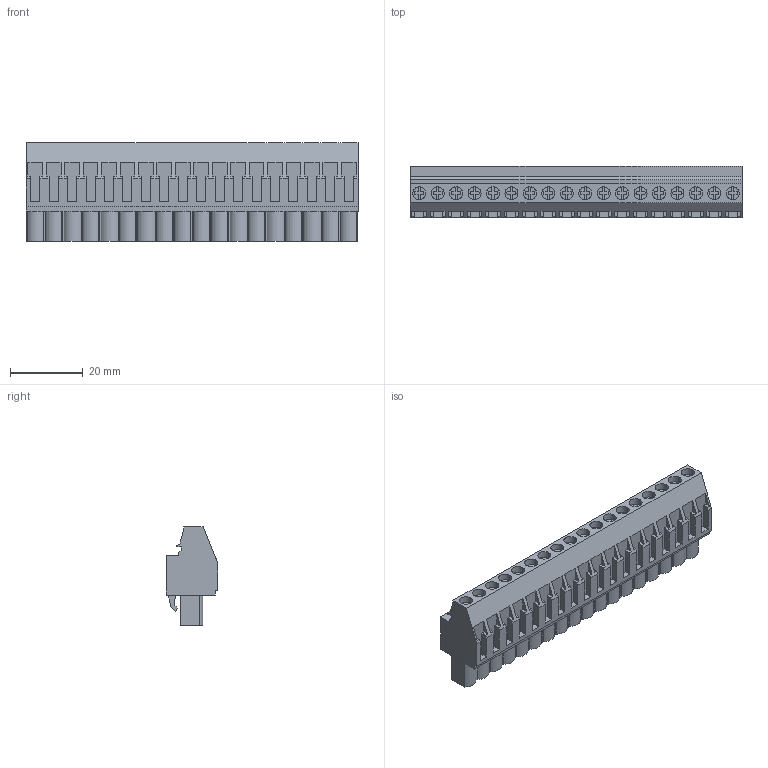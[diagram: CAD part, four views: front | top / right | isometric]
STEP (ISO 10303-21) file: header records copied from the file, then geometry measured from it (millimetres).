
FILE_DESCRIPTION(('CATIA V5 STEP','CAx-IF Rec.Pracs.--- Model Styling and Organization---1.2---2011-12-15'),'2;1');
FILE_NAME ('D1467929_0_1948400000_1948400000.stp','2017-09-08T11:02:53+00:00',('none'),('Weidmueller'),'CATIA Version 5-6 Release 2014','CATIA V5 STEP AP214','none');
FILE_SCHEMA(('AUTOMOTIVE_DESIGN { 1 0 10303 214 1 1 1 1 }'));
Length unit declared in the file: millimetre
Products named in the file (1): 1948400000
Bounding box: 91.44 x 14.1 x 27.2 mm (x, y, z)
Volume: 20812.3 mm3; surface area: 11949 mm2
Topology: 19 solids, 19 shells, 1168 faces, 3235 edges, 2180 vertices
Faces by surface type: plane 1006, cylinder 160, extrusion 2
Entity records: 34077 total; most frequent: ORIENTED_EDGE 6470, CARTESIAN_POINT 6084, DIRECTION 4565, EDGE_CURVE 3235, VECTOR 2841, LINE 2839, VERTEX_POINT 2180, EDGE_LOOP 1243
